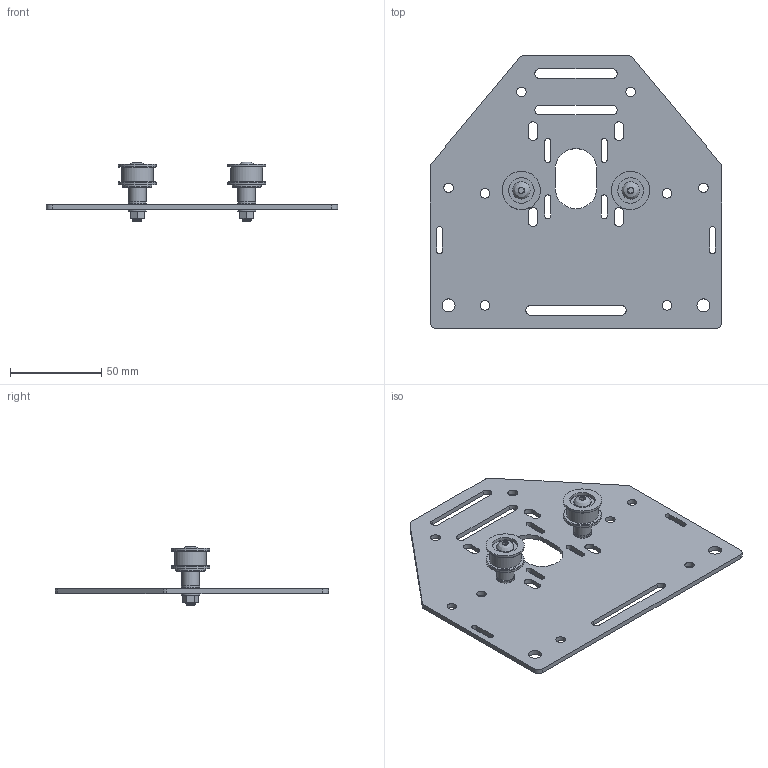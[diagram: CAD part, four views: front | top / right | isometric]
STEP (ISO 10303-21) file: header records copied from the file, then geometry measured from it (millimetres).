
FILE_DESCRIPTION(/* description */ ('Motor Mount Plate (12ga)'),/* implementation_level */ '2;1');
FILE_NAME(/* name */ 'simple_plate_assembly_stacked.iam.step',/* time_stamp */ '2013-11-18T15:51:32-06:00',/* author */ ('ERF'),/* organization */ ('www.shapeoko.com'),/* preprocessor_version */ 'ST-DEVELOPER v15.2',/* originating_system */ 'Autodesk Inventor 2014',/* authorisation */ 'PER BARRY PROCK 9-16-13');
FILE_SCHEMA (('AUTOMOTIVE_DESIGN { 1 0 10303 214 3 1 1 }'));
Products named in the file (10): 26029-01; 25201-01; 25196-01; 25197-01; 25197-02; 25286-05; 25287-02; 25284-02; 25312-14; simple_plate_assembly_stacked
Bounding box: 160 x 150 x 32.96 mm (x, y, z)
Volume: 56378.4 mm3; surface area: 54137 mm2
Topology: 21 solids, 25 shells, 350 faces, 1396 edges, 1112 vertices
Faces by surface type: cylinder 132, plane 124, cone 76, torus 12, bspline 6
Full cylindrical faces by diameter (mm): 4.342 x8, 5 x16, 5.25 x10, 5.3 x6, 5.56 x2, 7 x8, 7.14 x2, 9.5 x2, 9.53 x2, 10 x8, 14 x10, 15.974 x2, 16 x4, 17.5 x2, 21 x4
Entity records: 12450 total; most frequent: CARTESIAN_POINT 6481, ORIENTED_EDGE 1444, DIRECTION 958, EDGE_CURVE 722, VERTEX_POINT 606, AXIS2_PLACEMENT_3D 402, EDGE_LOOP 318, ADVANCED_FACE 193
